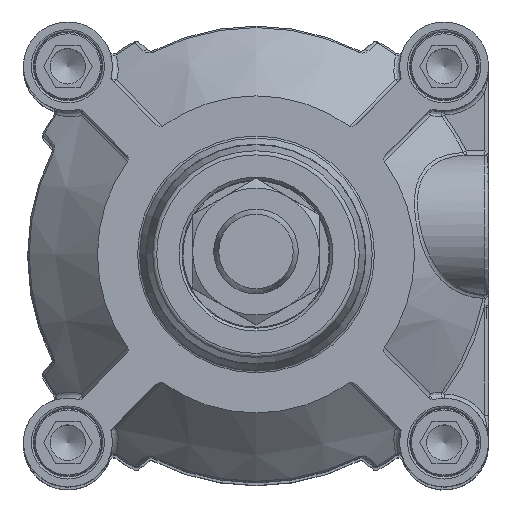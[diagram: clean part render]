
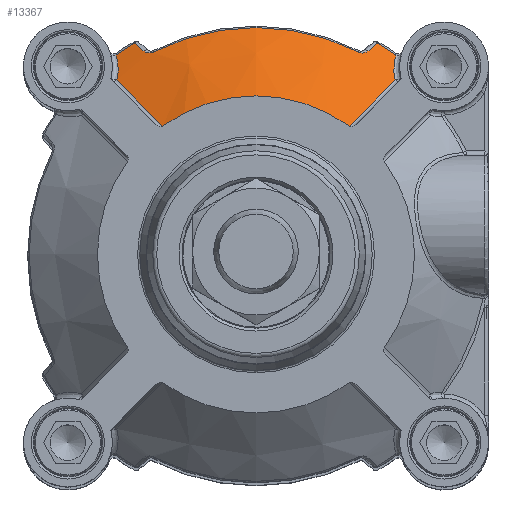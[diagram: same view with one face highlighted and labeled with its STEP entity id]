
A CAD part, top view. The second image highlights one B-rep face of the part: STEP entity #13367.
In plain terms, the highlighted conical face has half-angle 47.936 degrees and reference radius 47.75 mm.
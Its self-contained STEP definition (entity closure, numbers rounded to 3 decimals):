
#1042=CONICAL_SURFACE('',#14580,47.75,0.837);
#3160=FACE_OUTER_BOUND('',#3959,.T.);
#3959=EDGE_LOOP('',(#9892,#9893,#9894,#9895,#9896,#9897,#9898,#9899,#9900,
#9901,#9902,#9903));
#4851=CIRCLE('',#14581,57.67);
#4852=CIRCLE('',#14582,53.67);
#4853=CIRCLE('',#14583,57.67);
#4854=CIRCLE('',#14584,37.5);
#5576=B_SPLINE_CURVE_WITH_KNOTS('',3,(#23168,#23169,#23170,#23171),
 .UNSPECIFIED.,.F.,.F.,(4,4),(-2.108,-0.039),
 .UNSPECIFIED.);
#5577=B_SPLINE_CURVE_WITH_KNOTS('',3,(#23173,#23174,#23175,#23176,#23177,
#23178,#23179,#23180,#23181,#23182,#23183,#23184,#23185,#23186,#23187,#23188,
#23189,#23190,#23191,#23192,#23193,#23194),.UNSPECIFIED.,.F.,.F.,(4,2,2,
2,2,2,2,2,2,2,4),(-8.752,-8.648,-8.547,
-8.48,-8.395,-8.312,-8.232,-8.178,
-8.116,-8.056,-8.005),.UNSPECIFIED.);
#5578=B_SPLINE_CURVE_WITH_KNOTS('',3,(#23198,#23199,#23200,#23201),
 .UNSPECIFIED.,.F.,.F.,(4,4),(-1.565,-1.186),
 .UNSPECIFIED.);
#5579=B_SPLINE_CURVE_WITH_KNOTS('',3,(#23203,#23204,#23205,#23206,#23207),
 .UNSPECIFIED.,.F.,.F.,(4,1,4),(-0.268,-0.153,0.),
 .UNSPECIFIED.);
#5580=B_SPLINE_CURVE_WITH_KNOTS('',3,(#23211,#23212,#23213,#23214,#23215),
 .UNSPECIFIED.,.F.,.F.,(4,1,4),(-0.268,-0.115,0.),
 .UNSPECIFIED.);
#5581=B_SPLINE_CURVE_WITH_KNOTS('',3,(#23217,#23218,#23219,#23220),
 .UNSPECIFIED.,.F.,.F.,(4,4),(-3.15,-2.771),
 .UNSPECIFIED.);
#5582=B_SPLINE_CURVE_WITH_KNOTS('',3,(#23224,#23225,#23226,#23227,#23228),
 .UNSPECIFIED.,.F.,.F.,(4,1,4),(-8.955,-8.529,-8.209),
 .UNSPECIFIED.);
#5583=B_SPLINE_CURVE_WITH_KNOTS('',3,(#23230,#23231,#23232,#23233),
 .UNSPECIFIED.,.F.,.F.,(4,4),(-2.488,-0.418),
 .UNSPECIFIED.);
#6086=VERTEX_POINT('',#23166);
#6087=VERTEX_POINT('',#23167);
#6088=VERTEX_POINT('',#23172);
#6089=VERTEX_POINT('',#23195);
#6090=VERTEX_POINT('',#23197);
#6091=VERTEX_POINT('',#23202);
#6092=VERTEX_POINT('',#23208);
#6093=VERTEX_POINT('',#23210);
#6094=VERTEX_POINT('',#23216);
#6095=VERTEX_POINT('',#23221);
#6096=VERTEX_POINT('',#23223);
#6097=VERTEX_POINT('',#23229);
#7528=EDGE_CURVE('',#6086,#6087,#5576,.T.);
#7529=EDGE_CURVE('',#6088,#6086,#5577,.T.);
#7530=EDGE_CURVE('',#6089,#6088,#4851,.T.);
#7531=EDGE_CURVE('',#6090,#6089,#5578,.T.);
#7532=EDGE_CURVE('',#6091,#6090,#5579,.T.);
#7533=EDGE_CURVE('',#6092,#6091,#4852,.T.);
#7534=EDGE_CURVE('',#6093,#6092,#5580,.T.);
#7535=EDGE_CURVE('',#6094,#6093,#5581,.T.);
#7536=EDGE_CURVE('',#6095,#6094,#4853,.T.);
#7537=EDGE_CURVE('',#6096,#6095,#5582,.T.);
#7538=EDGE_CURVE('',#6097,#6096,#5583,.T.);
#7539=EDGE_CURVE('',#6087,#6097,#4854,.T.);
#9892=ORIENTED_EDGE('',*,*,#7528,.F.);
#9893=ORIENTED_EDGE('',*,*,#7529,.F.);
#9894=ORIENTED_EDGE('',*,*,#7530,.F.);
#9895=ORIENTED_EDGE('',*,*,#7531,.F.);
#9896=ORIENTED_EDGE('',*,*,#7532,.F.);
#9897=ORIENTED_EDGE('',*,*,#7533,.F.);
#9898=ORIENTED_EDGE('',*,*,#7534,.F.);
#9899=ORIENTED_EDGE('',*,*,#7535,.F.);
#9900=ORIENTED_EDGE('',*,*,#7536,.F.);
#9901=ORIENTED_EDGE('',*,*,#7537,.F.);
#9902=ORIENTED_EDGE('',*,*,#7538,.F.);
#9903=ORIENTED_EDGE('',*,*,#7539,.F.);
#13367=ADVANCED_FACE('',(#3160),#1042,.T.);
#14580=AXIS2_PLACEMENT_3D('',#23165,#16701,#16702);
#14581=AXIS2_PLACEMENT_3D('',#23196,#16703,#16704);
#14582=AXIS2_PLACEMENT_3D('',#23209,#16705,#16706);
#14583=AXIS2_PLACEMENT_3D('',#23222,#16707,#16708);
#14584=AXIS2_PLACEMENT_3D('',#23234,#16709,#16710);
#16701=DIRECTION('center_axis',(0.,0.,-1.));
#16702=DIRECTION('ref_axis',(0.707,-0.707,0.));
#16703=DIRECTION('center_axis',(0.,0.,-1.));
#16704=DIRECTION('ref_axis',(0.54,0.842,0.));
#16705=DIRECTION('center_axis',(0.,0.,-1.));
#16706=DIRECTION('ref_axis',(0.,1.,0.));
#16707=DIRECTION('center_axis',(0.,0.,-1.));
#16708=DIRECTION('ref_axis',(-0.54,0.842,0.));
#16709=DIRECTION('center_axis',(0.,0.,1.));
#16710=DIRECTION('ref_axis',(1.,0.,0.));
#23165=CARTESIAN_POINT('Origin',(0.,0.,39.25));
#23166=CARTESIAN_POINT('',(32.903,41.282,34.702));
#23167=CARTESIAN_POINT('',(22.019,30.355,48.5));
#23168=CARTESIAN_POINT('Ctrl Pts',(32.903,41.282,34.702));
#23169=CARTESIAN_POINT('Ctrl Pts',(29.276,37.645,39.308));
#23170=CARTESIAN_POINT('Ctrl Pts',(25.649,34.005,43.91));
#23171=CARTESIAN_POINT('Ctrl Pts',(22.019,30.355,48.5));
#23172=CARTESIAN_POINT('',(33.093,47.23,30.298));
#23173=CARTESIAN_POINT('Ctrl Pts',(33.093,47.23,30.298));
#23174=CARTESIAN_POINT('Ctrl Pts',(33.016,46.976,30.525));
#23175=CARTESIAN_POINT('Ctrl Pts',(32.948,46.718,30.751));
#23176=CARTESIAN_POINT('Ctrl Pts',(32.831,46.203,31.191));
#23177=CARTESIAN_POINT('Ctrl Pts',(32.782,45.946,31.406));
#23178=CARTESIAN_POINT('Ctrl Pts',(32.714,45.515,31.758));
#23179=CARTESIAN_POINT('Ctrl Pts',(32.691,45.342,31.897));
#23180=CARTESIAN_POINT('Ctrl Pts',(32.647,44.947,32.209));
#23181=CARTESIAN_POINT('Ctrl Pts',(32.628,44.723,32.383));
#23182=CARTESIAN_POINT('Ctrl Pts',(32.605,44.276,32.72));
#23183=CARTESIAN_POINT('Ctrl Pts',(32.599,44.054,32.884));
#23184=CARTESIAN_POINT('Ctrl Pts',(32.602,43.614,33.201));
#23185=CARTESIAN_POINT('Ctrl Pts',(32.609,43.397,33.354));
#23186=CARTESIAN_POINT('Ctrl Pts',(32.632,43.03,33.606));
#23187=CARTESIAN_POINT('Ctrl Pts',(32.645,42.881,33.707));
#23188=CARTESIAN_POINT('Ctrl Pts',(32.677,42.559,33.919));
#23189=CARTESIAN_POINT('Ctrl Pts',(32.699,42.386,34.031));
#23190=CARTESIAN_POINT('Ctrl Pts',(32.75,42.045,34.247));
#23191=CARTESIAN_POINT('Ctrl Pts',(32.778,41.877,34.35));
#23192=CARTESIAN_POINT('Ctrl Pts',(32.839,41.567,34.537));
#23193=CARTESIAN_POINT('Ctrl Pts',(32.869,41.424,34.62));
#23194=CARTESIAN_POINT('Ctrl Pts',(32.903,41.282,34.702));
#23195=CARTESIAN_POINT('',(28.682,50.032,30.298));
#23196=CARTESIAN_POINT('Origin',(0.,0.,30.298));
#23197=CARTESIAN_POINT('',(26.49,48.141,32.754));
#23198=CARTESIAN_POINT('Ctrl Pts',(26.49,48.141,32.754));
#23199=CARTESIAN_POINT('Ctrl Pts',(27.222,48.772,31.937));
#23200=CARTESIAN_POINT('Ctrl Pts',(27.953,49.402,31.118));
#23201=CARTESIAN_POINT('Ctrl Pts',(28.682,50.032,30.298));
#23202=CARTESIAN_POINT('',(24.254,47.877,33.908));
#23203=CARTESIAN_POINT('Ctrl Pts',(24.254,47.877,33.908));
#23204=CARTESIAN_POINT('Ctrl Pts',(24.6,47.702,33.908));
#23205=CARTESIAN_POINT('Ctrl Pts',(25.508,47.555,33.645));
#23206=CARTESIAN_POINT('Ctrl Pts',(26.195,47.886,33.084));
#23207=CARTESIAN_POINT('Ctrl Pts',(26.49,48.141,32.754));
#23208=CARTESIAN_POINT('',(-24.254,47.877,33.908));
#23209=CARTESIAN_POINT('Origin',(0.,0.,33.908));
#23210=CARTESIAN_POINT('',(-26.49,48.141,32.754));
#23211=CARTESIAN_POINT('Ctrl Pts',(-26.49,48.141,32.754));
#23212=CARTESIAN_POINT('Ctrl Pts',(-26.195,47.886,33.084));
#23213=CARTESIAN_POINT('Ctrl Pts',(-25.516,47.556,33.641));
#23214=CARTESIAN_POINT('Ctrl Pts',(-24.6,47.702,33.908));
#23215=CARTESIAN_POINT('Ctrl Pts',(-24.254,47.877,33.908));
#23216=CARTESIAN_POINT('',(-28.682,50.032,30.298));
#23217=CARTESIAN_POINT('Ctrl Pts',(-28.682,50.032,30.298));
#23218=CARTESIAN_POINT('Ctrl Pts',(-27.953,49.402,31.118));
#23219=CARTESIAN_POINT('Ctrl Pts',(-27.222,48.772,31.937));
#23220=CARTESIAN_POINT('Ctrl Pts',(-26.49,48.141,32.754));
#23221=CARTESIAN_POINT('',(-33.093,47.23,30.298));
#23222=CARTESIAN_POINT('Origin',(0.,0.,30.298));
#23223=CARTESIAN_POINT('',(-32.903,41.282,34.702));
#23224=CARTESIAN_POINT('Ctrl Pts',(-32.903,41.282,34.702));
#23225=CARTESIAN_POINT('Ctrl Pts',(-32.621,42.483,34.013));
#23226=CARTESIAN_POINT('Ctrl Pts',(-32.494,44.567,32.574));
#23227=CARTESIAN_POINT('Ctrl Pts',(-32.859,46.452,30.994));
#23228=CARTESIAN_POINT('Ctrl Pts',(-33.093,47.23,30.298));
#23229=CARTESIAN_POINT('',(-22.019,30.355,48.5));
#23230=CARTESIAN_POINT('Ctrl Pts',(-22.019,30.355,48.5));
#23231=CARTESIAN_POINT('Ctrl Pts',(-25.649,34.005,43.91));
#23232=CARTESIAN_POINT('Ctrl Pts',(-29.276,37.645,39.308));
#23233=CARTESIAN_POINT('Ctrl Pts',(-32.903,41.282,34.702));
#23234=CARTESIAN_POINT('Origin',(0.,0.,48.5));
